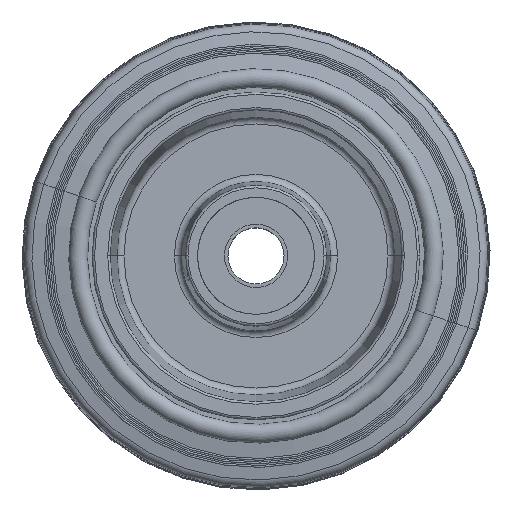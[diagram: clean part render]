
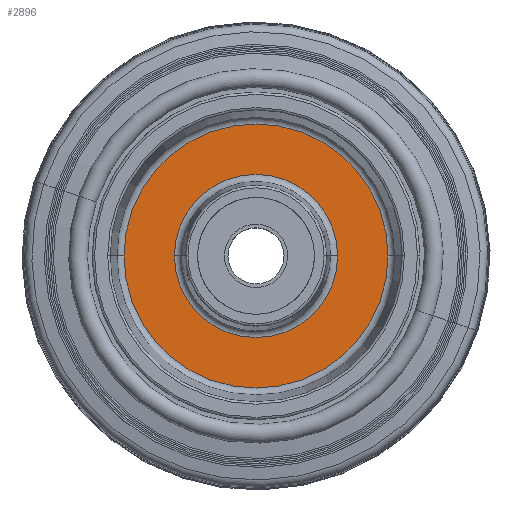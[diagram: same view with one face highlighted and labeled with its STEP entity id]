
A CAD part, top view. The second image highlights one B-rep face of the part: STEP entity #2896.
In plain terms, the highlighted planar face has unit normal (0, 0, 1).
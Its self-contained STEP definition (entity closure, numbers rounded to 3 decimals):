
#79 = CARTESIAN_POINT ( 'NONE',  ( 25.703, 0., 2. ) ) ;
#87 = PLANE ( 'NONE',  #3506 ) ;
#160 = DIRECTION ( 'NONE',  ( -1., 0., 0. ) ) ;
#289 = DIRECTION ( 'NONE',  ( 0., 0., -1. ) ) ;
#326 = VERTEX_POINT ( 'NONE', #79 ) ;
#676 = EDGE_CURVE ( 'NONE', #1125, #3907, #4829, .T. ) ;
#735 = DIRECTION ( 'NONE',  ( -1., 0., 0. ) ) ;
#795 = DIRECTION ( 'NONE',  ( 0., 0., 1. ) ) ;
#813 = CARTESIAN_POINT ( 'NONE',  ( -2.5, 0., 2. ) ) ;
#954 = ORIENTED_EDGE ( 'NONE', *, *, #5053, .T. ) ;
#1016 = DIRECTION ( 'NONE',  ( -1., 0., 0. ) ) ;
#1125 = VERTEX_POINT ( 'NONE', #5002 ) ;
#1581 = EDGE_CURVE ( 'NONE', #2132, #326, #2953, .T. ) ;
#1704 = AXIS2_PLACEMENT_3D ( 'NONE', #2195, #289, #4250 ) ;
#1727 = CARTESIAN_POINT ( 'NONE',  ( -2.5, 0., 2. ) ) ;
#1763 = AXIS2_PLACEMENT_3D ( 'NONE', #1727, #4516, #1016 ) ;
#1979 = ORIENTED_EDGE ( 'NONE', *, *, #4179, .T. ) ;
#2132 = VERTEX_POINT ( 'NONE', #2854 ) ;
#2195 = CARTESIAN_POINT ( 'NONE',  ( -2.5, 0., 2. ) ) ;
#2368 = DIRECTION ( 'NONE',  ( 0., 0., -1. ) ) ;
#2424 = FACE_OUTER_BOUND ( 'NONE', #4256, .T. ) ;
#2810 = EDGE_LOOP ( 'NONE', ( #954, #4223 ) ) ;
#2854 = CARTESIAN_POINT ( 'NONE',  ( -30.703, 0., 2. ) ) ;
#2896 = ADVANCED_FACE ( 'NONE', ( #4500, #2424 ), #87, .F. ) ;
#2953 = CIRCLE ( 'NONE', #4354, 28.203 ) ;
#3131 = AXIS2_PLACEMENT_3D ( 'NONE', #813, #2368, #735 ) ;
#3376 = CIRCLE ( 'NONE', #3131, 17.419 ) ;
#3506 = AXIS2_PLACEMENT_3D ( 'NONE', #3700, #4451, #160 ) ;
#3700 = CARTESIAN_POINT ( 'NONE',  ( -32., 0., 2. ) ) ;
#3907 = VERTEX_POINT ( 'NONE', #3988 ) ;
#3935 = ORIENTED_EDGE ( 'NONE', *, *, #1581, .T. ) ;
#3965 = CIRCLE ( 'NONE', #1763, 28.203 ) ;
#3988 = CARTESIAN_POINT ( 'NONE',  ( -19.919, 0., 2. ) ) ;
#4179 = EDGE_CURVE ( 'NONE', #326, #2132, #3965, .T. ) ;
#4223 = ORIENTED_EDGE ( 'NONE', *, *, #676, .T. ) ;
#4250 = DIRECTION ( 'NONE',  ( -1., 0., 0. ) ) ;
#4256 = EDGE_LOOP ( 'NONE', ( #3935, #1979 ) ) ;
#4354 = AXIS2_PLACEMENT_3D ( 'NONE', #4684, #795, #5009 ) ;
#4451 = DIRECTION ( 'NONE',  ( 0., 0., -1. ) ) ;
#4500 = FACE_BOUND ( 'NONE', #2810, .T. ) ;
#4516 = DIRECTION ( 'NONE',  ( 0., 0., 1. ) ) ;
#4684 = CARTESIAN_POINT ( 'NONE',  ( -2.5, 0., 2. ) ) ;
#4829 = CIRCLE ( 'NONE', #1704, 17.419 ) ;
#5002 = CARTESIAN_POINT ( 'NONE',  ( 14.919, 0., 2. ) ) ;
#5009 = DIRECTION ( 'NONE',  ( -1., 0., 0. ) ) ;
#5053 = EDGE_CURVE ( 'NONE', #3907, #1125, #3376, .T. ) ;
